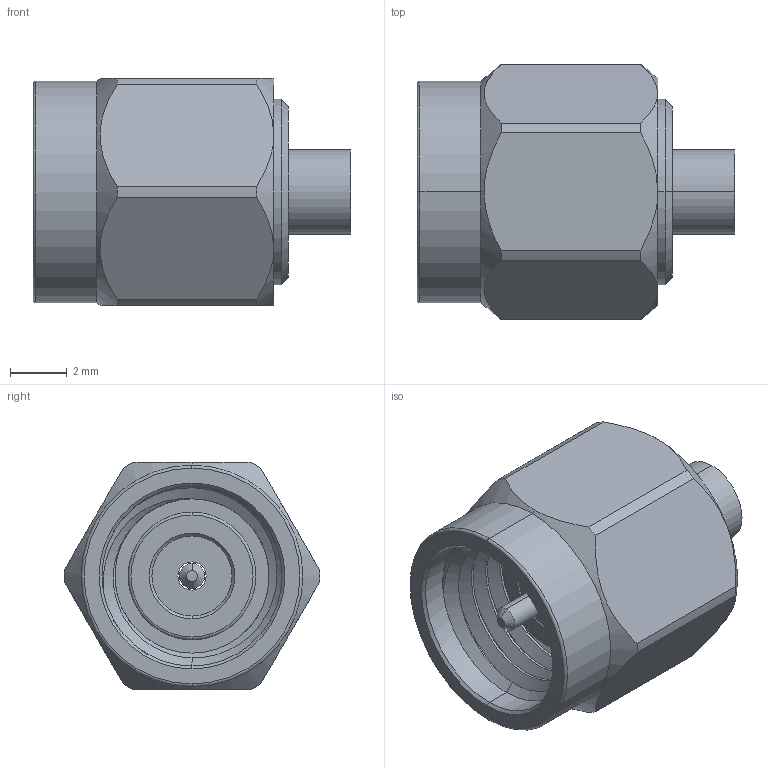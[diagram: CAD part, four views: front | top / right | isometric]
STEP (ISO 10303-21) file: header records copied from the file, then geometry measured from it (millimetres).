
FILE_DESCRIPTION (( 'STEP AP203' ), '1' );
FILE_NAME ('SC3020.step', '2018-04-06T15:51:55', ( '' ), ( '' ), 'SwSTEP 2.0', 'SolidWorks 2017', '' );
FILE_SCHEMA (( 'CONFIG_CONTROL_DESIGN' ));
Length unit declared in the file: inch
Products named in the file (1): SC3020
Bounding box: 11.2 x 9.02 x 8 mm (x, y, z)
Volume: 322.5 mm3; surface area: 962.9 mm2
Topology: 6 solids, 6 shells, 128 faces, 286 edges, 178 vertices
Faces by surface type: cylinder 56, cone 37, plane 28, torus 4, bspline 3
Entity records: 4657 total; most frequent: CARTESIAN_POINT 1725, DIRECTION 629, ORIENTED_EDGE 572, EDGE_CURVE 286, AXIS2_PLACEMENT_3D 264, VERTEX_POINT 178, EDGE_LOOP 144, CIRCLE 138
